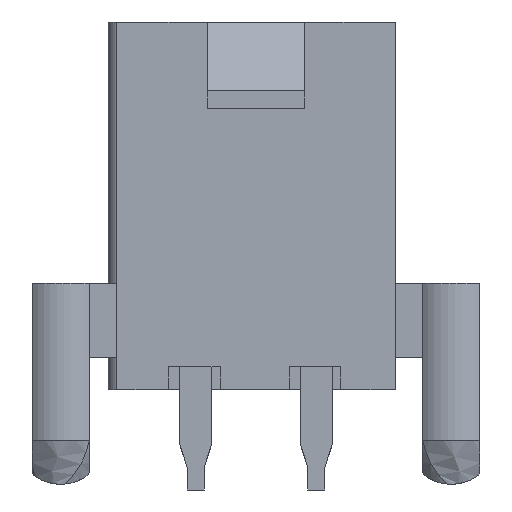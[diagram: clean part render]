
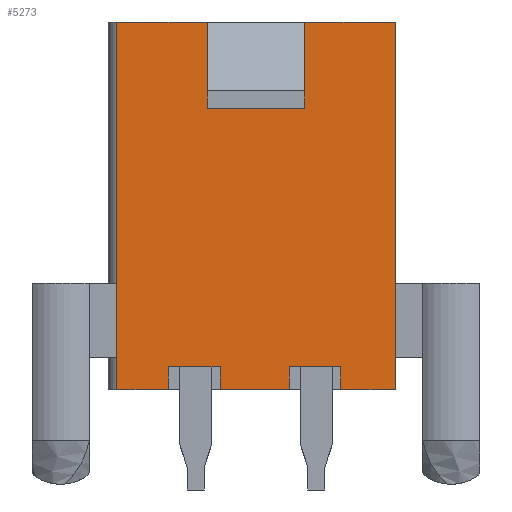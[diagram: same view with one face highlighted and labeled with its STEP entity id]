
A CAD part, front view. The second image highlights one B-rep face of the part: STEP entity #5273.
In plain terms, the highlighted planar face has unit normal (0, -1, 0).
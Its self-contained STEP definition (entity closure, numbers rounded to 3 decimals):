
#505=ORIENTED_EDGE('',*,*,#2018,.F.);
#506=ORIENTED_EDGE('',*,*,#2064,.T.);
#507=ORIENTED_EDGE('',*,*,#2049,.T.);
#508=ORIENTED_EDGE('',*,*,#2065,.T.);
#509=ORIENTED_EDGE('',*,*,#2010,.F.);
#510=ORIENTED_EDGE('',*,*,#1916,.T.);
#511=ORIENTED_EDGE('',*,*,#2033,.T.);
#512=ORIENTED_EDGE('',*,*,#2066,.F.);
#513=ORIENTED_EDGE('',*,*,#2067,.F.);
#514=ORIENTED_EDGE('',*,*,#2068,.T.);
#515=ORIENTED_EDGE('',*,*,#2031,.T.);
#516=ORIENTED_EDGE('',*,*,#1964,.F.);
#517=ORIENTED_EDGE('',*,*,#1994,.F.);
#518=ORIENTED_EDGE('',*,*,#2069,.T.);
#519=ORIENTED_EDGE('',*,*,#2070,.T.);
#520=ORIENTED_EDGE('',*,*,#2071,.T.);
#1916=EDGE_CURVE('',#2703,#2704,#3211,.T.);
#1964=EDGE_CURVE('',#2747,#2748,#3246,.T.);
#1994=EDGE_CURVE('',#2775,#2747,#3276,.T.);
#2010=EDGE_CURVE('',#2703,#2787,#3291,.T.);
#2018=EDGE_CURVE('',#2794,#2795,#3299,.T.);
#2031=EDGE_CURVE('',#2802,#2748,#3312,.T.);
#2033=EDGE_CURVE('',#2704,#2803,#3314,.T.);
#2049=EDGE_CURVE('',#2819,#2818,#3329,.T.);
#2064=EDGE_CURVE('',#2794,#2819,#3344,.T.);
#2065=EDGE_CURVE('',#2818,#2787,#3345,.T.);
#2066=EDGE_CURVE('',#2833,#2803,#3346,.T.);
#2067=EDGE_CURVE('',#2834,#2833,#3347,.T.);
#2068=EDGE_CURVE('',#2834,#2802,#3348,.T.);
#2069=EDGE_CURVE('',#2775,#2835,#3349,.T.);
#2070=EDGE_CURVE('',#2835,#2836,#3350,.T.);
#2071=EDGE_CURVE('',#2836,#2795,#3351,.T.);
#2703=VERTEX_POINT('',#7552);
#2704=VERTEX_POINT('',#7553);
#2747=VERTEX_POINT('',#7649);
#2748=VERTEX_POINT('',#7651);
#2775=VERTEX_POINT('',#7712);
#2787=VERTEX_POINT('',#7740);
#2794=VERTEX_POINT('',#7754);
#2795=VERTEX_POINT('',#7756);
#2802=VERTEX_POINT('',#7778);
#2803=VERTEX_POINT('',#7780);
#2818=VERTEX_POINT('',#7812);
#2819=VERTEX_POINT('',#7814);
#2833=VERTEX_POINT('',#7847);
#2834=VERTEX_POINT('',#7849);
#2835=VERTEX_POINT('',#7852);
#2836=VERTEX_POINT('',#7854);
#3211=LINE('',#7551,#3880);
#3246=LINE('',#7650,#3915);
#3276=LINE('',#7711,#3945);
#3291=LINE('',#7739,#3960);
#3299=LINE('',#7755,#3968);
#3312=LINE('',#7777,#3981);
#3314=LINE('',#7781,#3983);
#3329=LINE('',#7813,#3998);
#3344=LINE('',#7844,#4013);
#3345=LINE('',#7845,#4014);
#3346=LINE('',#7846,#4015);
#3347=LINE('',#7848,#4016);
#3348=LINE('',#7850,#4017);
#3349=LINE('',#7851,#4018);
#3350=LINE('',#7853,#4019);
#3351=LINE('',#7855,#4020);
#3880=VECTOR('',#6065,1000.);
#3915=VECTOR('',#6138,1000.);
#3945=VECTOR('',#6176,1000.);
#3960=VECTOR('',#6193,1000.);
#3968=VECTOR('',#6201,1000.);
#3981=VECTOR('',#6218,1000.);
#3983=VECTOR('',#6220,1000.);
#3998=VECTOR('',#6239,1000.);
#4013=VECTOR('',#6258,1000.);
#4014=VECTOR('',#6259,1000.);
#4015=VECTOR('',#6260,1000.);
#4016=VECTOR('',#6261,1000.);
#4017=VECTOR('',#6262,1000.);
#4018=VECTOR('',#6263,1000.);
#4019=VECTOR('',#6264,1000.);
#4020=VECTOR('',#6265,1000.);
#4494=EDGE_LOOP('',(#505,#506,#507,#508,#509,#510,#511,#512,#513,#514,#515,
#516,#517,#518,#519,#520));
#4778=FACE_BOUND('',#4494,.T.);
#5055=PLANE('',#5601);
#5273=ADVANCED_FACE('',(#4778),#5055,.T.);
#5601=AXIS2_PLACEMENT_3D('',#7843,#6256,#6257);
#6065=DIRECTION('',(0.,0.,1.));
#6138=DIRECTION('',(0.,0.,1.));
#6176=DIRECTION('',(-1.,0.,0.));
#6193=DIRECTION('',(-1.,0.,0.));
#6201=DIRECTION('',(-1.,0.,0.));
#6218=DIRECTION('',(-1.,0.,0.));
#6220=DIRECTION('',(-1.,0.,0.));
#6239=DIRECTION('',(1.,0.,0.));
#6256=DIRECTION('',(0.,-1.,0.));
#6257=DIRECTION('',(0.,0.,-1.));
#6258=DIRECTION('',(0.,0.,1.));
#6259=DIRECTION('',(0.,0.,-1.));
#6260=DIRECTION('',(0.,0.,1.));
#6261=DIRECTION('',(1.,0.,0.));
#6262=DIRECTION('',(0.,0.,1.));
#6263=DIRECTION('',(0.,0.,1.));
#6264=DIRECTION('',(1.,0.,0.));
#6265=DIRECTION('',(0.,0.,-1.));
#7551=CARTESIAN_POINT('',(4.85,-4.8,-6.4));
#7552=CARTESIAN_POINT('',(4.85,-4.8,-6.4));
#7553=CARTESIAN_POINT('',(4.85,-4.8,6.4));
#7649=CARTESIAN_POINT('',(-4.85,-4.8,-6.4));
#7650=CARTESIAN_POINT('',(-4.85,-4.8,-6.4));
#7651=CARTESIAN_POINT('',(-4.85,-4.8,6.4));
#7711=CARTESIAN_POINT('',(4.85,-4.8,-6.4));
#7712=CARTESIAN_POINT('',(-3.05,-4.8,-6.4));
#7739=CARTESIAN_POINT('',(4.85,-4.8,-6.4));
#7740=CARTESIAN_POINT('',(2.95,-4.8,-6.4));
#7754=CARTESIAN_POINT('',(1.15,-4.8,-6.4));
#7755=CARTESIAN_POINT('',(4.85,-4.8,-6.4));
#7756=CARTESIAN_POINT('',(-1.25,-4.8,-6.4));
#7777=CARTESIAN_POINT('',(4.85,-4.8,6.4));
#7778=CARTESIAN_POINT('',(-1.7,-4.8,6.4));
#7780=CARTESIAN_POINT('',(1.7,-4.8,6.4));
#7781=CARTESIAN_POINT('',(4.85,-4.8,6.4));
#7812=CARTESIAN_POINT('',(2.95,-4.8,-5.6));
#7813=CARTESIAN_POINT('',(4.85,-4.8,-5.6));
#7814=CARTESIAN_POINT('',(1.15,-4.8,-5.6));
#7843=CARTESIAN_POINT('',(4.85,-4.8,-6.4));
#7844=CARTESIAN_POINT('',(1.15,-4.8,-6.4));
#7845=CARTESIAN_POINT('',(2.95,-4.8,-6.4));
#7846=CARTESIAN_POINT('',(1.7,-4.8,3.4));
#7847=CARTESIAN_POINT('',(1.7,-4.8,3.4));
#7848=CARTESIAN_POINT('',(-1.7,-4.8,3.4));
#7849=CARTESIAN_POINT('',(-1.7,-4.8,3.4));
#7850=CARTESIAN_POINT('',(-1.7,-4.8,3.4));
#7851=CARTESIAN_POINT('',(-3.05,-4.8,-6.4));
#7852=CARTESIAN_POINT('',(-3.05,-4.8,-5.6));
#7853=CARTESIAN_POINT('',(4.85,-4.8,-5.6));
#7854=CARTESIAN_POINT('',(-1.25,-4.8,-5.6));
#7855=CARTESIAN_POINT('',(-1.25,-4.8,-6.4));
